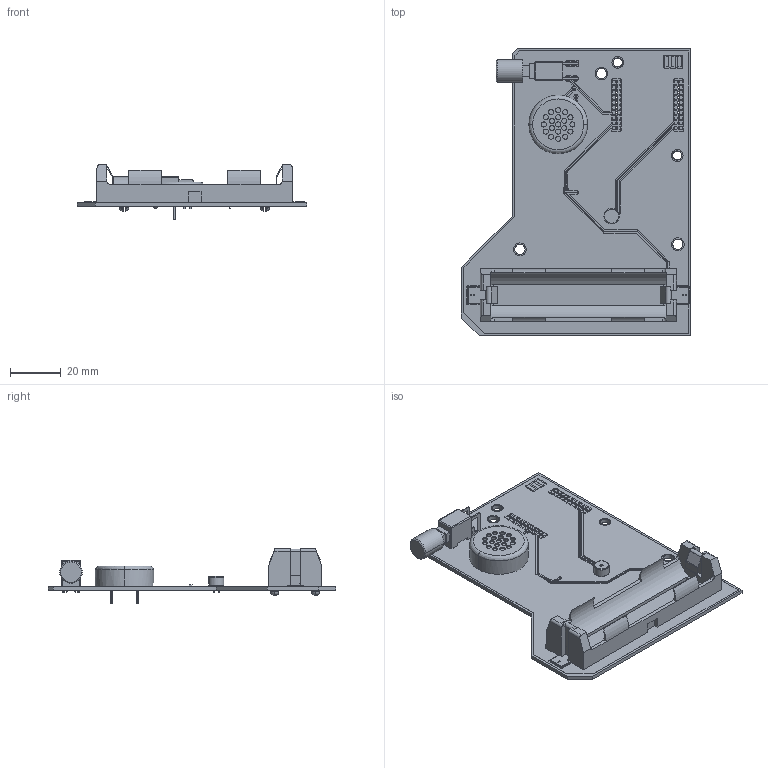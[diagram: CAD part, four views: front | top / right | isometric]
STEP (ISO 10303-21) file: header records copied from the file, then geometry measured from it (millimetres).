
FILE_DESCRIPTION(('KiCad electronic assembly'),'2;1');
FILE_NAME('walkie talk.step','2025-09-25T20:55:00',('Pcbnew'),('Kicad'), 'Open CASCADE STEP processor 7.9','KiCad to STEP converter','Unknown' );
FILE_SCHEMA(('AUTOMOTIVE_DESIGN { 1 0 10303 214 1 1 1 1 }'));
Length unit declared in the file: millimetre
Products named in the file (12): walkie talk 1; D_SOD-523; POM-3542P-R--3DModel-STEP-461651; 1042; PB400OAQR1BLK--3DModel-STEP-510211; PB400OAQR1BLK_PB400OAQR1BLK; KSSG2308; walkie talk 1.5.1; walkie talk 1.5.2; SA828U; walkie talk_copper; walkie talk_PCB
Assembly tree (11 placements, depth 3):
  walkie talk 1
    D_SOD-523
    POM-3542P-R--3DModel-STEP-461651
    1042
    PB400OAQR1BLK--3DModel-STEP-510211
      PB400OAQR1BLK_PB400OAQR1BLK
    KSSG2308
      walkie talk 1.5.1
      walkie talk 1.5.2
    SA828U
    walkie talk_copper
    walkie talk_PCB
Bounding box: 90 x 113 x 21.53 mm (x, y, z)
Volume: 21117.4 mm3; surface area: 60579.3 mm2
Topology: 38 solids, 41 shells, 2022 faces, 5546 edges, 3709 vertices
Faces by surface type: plane 1557, cylinder 342, bspline 91, torus 12, cone 10, revolution 8, sphere 2
Full cylindrical faces by diameter (mm): 0.05 x2, 0.3 x8, 0.4 x2, 0.6 x2, 0.65 x4, 0.712 x20, 0.762 x40, 1 x4, 1.05 x8, 1.1 x8, 1.158 x4, 1.2 x2, 1.575 x4, 1.65 x6, 1.8 x2, 1.9 x2, 2.39 x1, 2.408 x4, 2.584 x2, 2.9 x2, 3.45 x2, 3.55 x2, 3.6 x4, 3.959 x4, 4 x3, 4.611 x4, 5.009 x6, 5.5 x1, 5.6 x1, 5.65 x1
Entity records: 65961 total; most frequent: CARTESIAN_POINT 12853, ORIENTED_EDGE 11000, DIRECTION 10236, EDGE_CURVE 5500, LINE 4572, VECTOR 4572, VERTEX_POINT 3627, AXIS2_PLACEMENT_3D 2828
